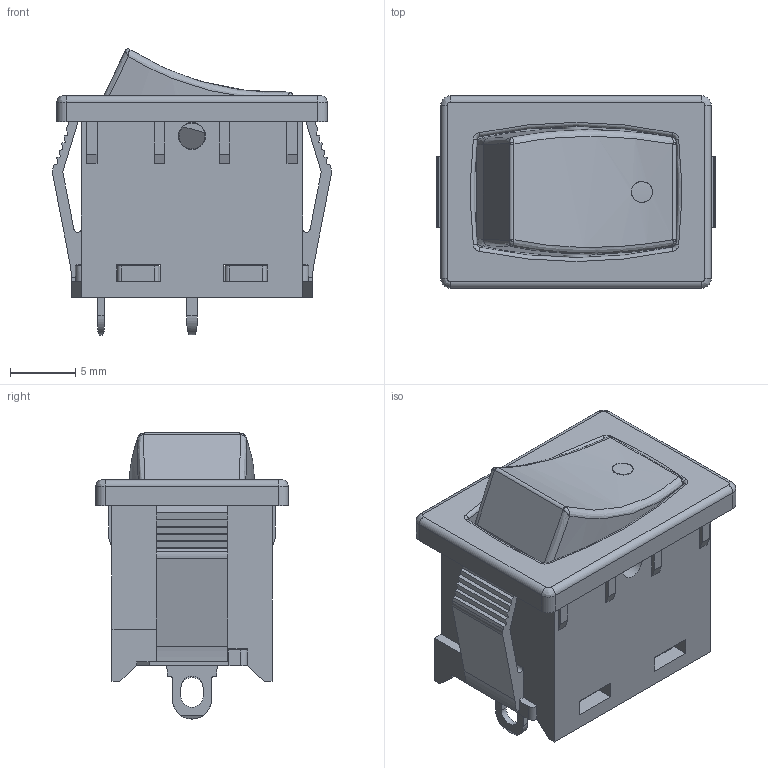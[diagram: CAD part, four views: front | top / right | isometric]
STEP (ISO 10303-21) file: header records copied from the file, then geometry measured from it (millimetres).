
FILE_DESCRIPTION(/* description */ (''),/* implementation_level */ '2;1');
FILE_NAME(/* name */ 'Wipschakelaar - cw-sa11kknas.step',/* time_stamp */ '2022-12-11T10:37:30+01:00',/* author */ (''),/* organization */ (''),/* preprocessor_version */ 'ST-DEVELOPER v19.2',/* originating_system */ 'Autodesk Translation Framework v11.17.0.187',/* authorisation */ '');
FILE_SCHEMA (('AUTOMOTIVE_DESIGN { 1 0 10303 214 3 1 1 }'));
Length unit declared in the file: millimetre
Products named in the file (1): Wipschakelaar - cw-sa11kknas
Bounding box: 21.45 x 14.8 x 21.99 mm (x, y, z)
Volume: 3313.1 mm3; surface area: 2969.4 mm2
Topology: 1 solids, 1 shells, 273 faces, 834 edges, 546 vertices
Faces by surface type: plane 183, cylinder 56, bspline 26, torus 8
Full cylindrical faces by diameter (mm): 2 x2, 2.1 x2
Entity records: 12109 total; most frequent: CARTESIAN_POINT 4626, ORIENTED_EDGE 1660, DIRECTION 1433, EDGE_CURVE 830, LINE 613, VECTOR 613, VERTEX_POINT 546, AXIS2_PLACEMENT_3D 410
